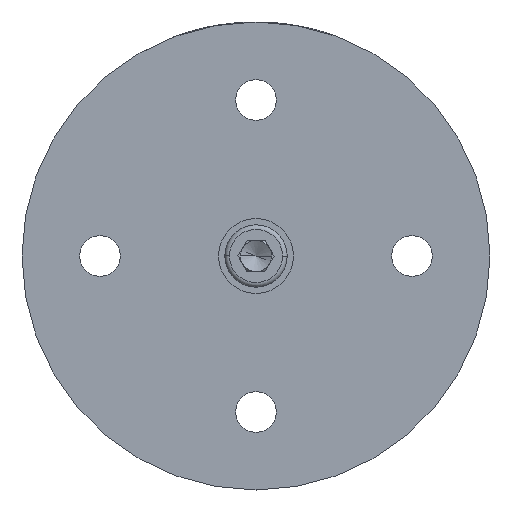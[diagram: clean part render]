
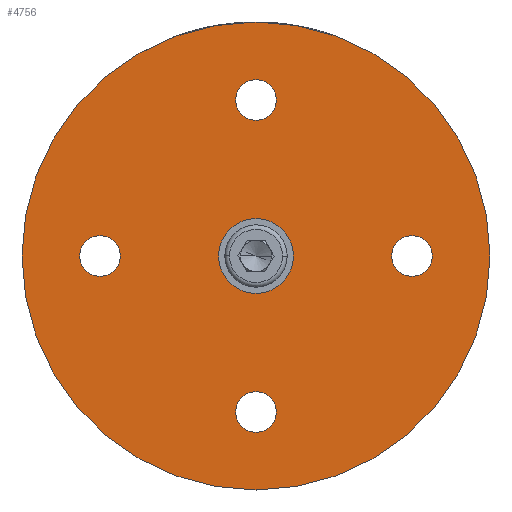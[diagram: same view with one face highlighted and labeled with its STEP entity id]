
A CAD part, front view. The second image highlights one B-rep face of the part: STEP entity #4756.
In plain terms, the highlighted planar face has unit normal (0, -1, 0).
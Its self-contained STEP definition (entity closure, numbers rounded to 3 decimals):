
#50 = DIRECTION ( 'NONE',  ( 0., 0., -1. ) ) ;
#99 = AXIS2_PLACEMENT_3D ( 'NONE', #1840, #4442, #4427 ) ;
#188 = VERTEX_POINT ( 'NONE', #2569 ) ;
#252 = CARTESIAN_POINT ( 'NONE',  ( 14.951, -19.793, 71.75 ) ) ;
#279 = EDGE_LOOP ( 'NONE', ( #4097, #781 ) ) ;
#280 = EDGE_CURVE ( 'NONE', #2021, #4462, #3754, .T. ) ;
#298 = CARTESIAN_POINT ( 'NONE',  ( -35.049, -19.793, 75. ) ) ;
#369 = DIRECTION ( 'NONE',  ( 0., 0., 1. ) ) ;
#414 = VERTEX_POINT ( 'NONE', #4651 ) ;
#416 = AXIS2_PLACEMENT_3D ( 'NONE', #2295, #3842, #3443 ) ;
#418 = EDGE_LOOP ( 'NONE', ( #4634, #1242 ) ) ;
#443 = CARTESIAN_POINT ( 'NONE',  ( -10.049, -19.793, 50. ) ) ;
#539 = ORIENTED_EDGE ( 'NONE', *, *, #280, .F. ) ;
#573 = DIRECTION ( 'NONE',  ( 0., 1., 0. ) ) ;
#627 = DIRECTION ( 'NONE',  ( 0., 0., 1. ) ) ;
#633 = VERTEX_POINT ( 'NONE', #252 ) ;
#634 = VERTEX_POINT ( 'NONE', #4696 ) ;
#638 = EDGE_CURVE ( 'NONE', #633, #188, #3637, .T. ) ;
#679 = CIRCLE ( 'NONE', #830, 37.5 ) ;
#751 = CARTESIAN_POINT ( 'NONE',  ( -10.049, -19.793, 103.25 ) ) ;
#781 = ORIENTED_EDGE ( 'NONE', *, *, #4828, .T. ) ;
#822 = DIRECTION ( 'NONE',  ( 0., 0., 1. ) ) ;
#830 = AXIS2_PLACEMENT_3D ( 'NONE', #2549, #4384, #627 ) ;
#917 = FACE_BOUND ( 'NONE', #4694, .T. ) ;
#958 = AXIS2_PLACEMENT_3D ( 'NONE', #2752, #3800, #4538 ) ;
#986 = CIRCLE ( 'NONE', #2260, 3.25 ) ;
#993 = AXIS2_PLACEMENT_3D ( 'NONE', #1973, #2691, #50 ) ;
#1042 = DIRECTION ( 'NONE',  ( 0., 0., 1. ) ) ;
#1155 = PLANE ( 'NONE',  #2361 ) ;
#1173 = DIRECTION ( 'NONE',  ( 0., 1., 0. ) ) ;
#1242 = ORIENTED_EDGE ( 'NONE', *, *, #3866, .T. ) ;
#1359 = VERTEX_POINT ( 'NONE', #3840 ) ;
#1368 = EDGE_LOOP ( 'NONE', ( #539, #4688 ) ) ;
#1378 = DIRECTION ( 'NONE',  ( 0., 0., 1. ) ) ;
#1422 = ORIENTED_EDGE ( 'NONE', *, *, #2570, .T. ) ;
#1507 = CIRCLE ( 'NONE', #993, 6. ) ;
#1840 = CARTESIAN_POINT ( 'NONE',  ( -10.049, -19.793, 75. ) ) ;
#1886 = DIRECTION ( 'NONE',  ( 0., 1., 0. ) ) ;
#1927 = FACE_BOUND ( 'NONE', #4768, .T. ) ;
#1941 = CARTESIAN_POINT ( 'NONE',  ( -35.049, -19.793, 78.25 ) ) ;
#1973 = CARTESIAN_POINT ( 'NONE',  ( -10.049, -19.793, 75. ) ) ;
#2021 = VERTEX_POINT ( 'NONE', #4667 ) ;
#2051 = FACE_BOUND ( 'NONE', #418, .T. ) ;
#2076 = AXIS2_PLACEMENT_3D ( 'NONE', #4484, #1886, #3712 ) ;
#2105 = CARTESIAN_POINT ( 'NONE',  ( 14.951, -19.793, 75. ) ) ;
#2111 = CARTESIAN_POINT ( 'NONE',  ( 14.951, -19.793, 75. ) ) ;
#2177 = EDGE_CURVE ( 'NONE', #4744, #4739, #4028, .T. ) ;
#2195 = VERTEX_POINT ( 'NONE', #751 ) ;
#2217 = EDGE_CURVE ( 'NONE', #4131, #3546, #4203, .T. ) ;
#2260 = AXIS2_PLACEMENT_3D ( 'NONE', #3023, #1173, #2655 ) ;
#2295 = CARTESIAN_POINT ( 'NONE',  ( -10.049, -19.793, 100. ) ) ;
#2335 = DIRECTION ( 'NONE',  ( 0., 1., 0. ) ) ;
#2361 = AXIS2_PLACEMENT_3D ( 'NONE', #4111, #4486, #3368 ) ;
#2414 = FACE_BOUND ( 'NONE', #279, .T. ) ;
#2495 = DIRECTION ( 'NONE',  ( 0., 0., 1. ) ) ;
#2538 = CIRCLE ( 'NONE', #3720, 3.25 ) ;
#2549 = CARTESIAN_POINT ( 'NONE',  ( -10.049, -19.793, 75. ) ) ;
#2569 = CARTESIAN_POINT ( 'NONE',  ( 14.951, -19.793, 78.25 ) ) ;
#2570 = EDGE_CURVE ( 'NONE', #188, #633, #2538, .T. ) ;
#2614 = DIRECTION ( 'NONE',  ( 0., 1., 0. ) ) ;
#2640 = CARTESIAN_POINT ( 'NONE',  ( -35.049, -19.793, 71.75 ) ) ;
#2655 = DIRECTION ( 'NONE',  ( 0., 0., 1. ) ) ;
#2691 = DIRECTION ( 'NONE',  ( 0., -1., 0. ) ) ;
#2697 = EDGE_CURVE ( 'NONE', #2195, #1359, #4666, .T. ) ;
#2752 = CARTESIAN_POINT ( 'NONE',  ( -10.049, -19.793, 100. ) ) ;
#2925 = FACE_OUTER_BOUND ( 'NONE', #1368, .T. ) ;
#2998 = CARTESIAN_POINT ( 'NONE',  ( -10.049, -19.793, 75. ) ) ;
#3004 = EDGE_CURVE ( 'NONE', #414, #634, #3905, .T. ) ;
#3023 = CARTESIAN_POINT ( 'NONE',  ( -35.049, -19.793, 75. ) ) ;
#3052 = FACE_BOUND ( 'NONE', #4706, .T. ) ;
#3131 = EDGE_CURVE ( 'NONE', #4739, #4744, #986, .T. ) ;
#3305 = DIRECTION ( 'NONE',  ( 0., 1., 0. ) ) ;
#3368 = DIRECTION ( 'NONE',  ( 0., 0., -1. ) ) ;
#3390 = CARTESIAN_POINT ( 'NONE',  ( -10.049, -19.793, 46.75 ) ) ;
#3443 = DIRECTION ( 'NONE',  ( 0., 0., 1. ) ) ;
#3449 = AXIS2_PLACEMENT_3D ( 'NONE', #2998, #2614, #369 ) ;
#3546 = VERTEX_POINT ( 'NONE', #3390 ) ;
#3625 = DIRECTION ( 'NONE',  ( 0., 1., 0. ) ) ;
#3637 = CIRCLE ( 'NONE', #4554, 3.25 ) ;
#3712 = DIRECTION ( 'NONE',  ( 0., 0., 1. ) ) ;
#3720 = AXIS2_PLACEMENT_3D ( 'NONE', #2105, #3625, #1378 ) ;
#3739 = ORIENTED_EDGE ( 'NONE', *, *, #3131, .T. ) ;
#3754 = CIRCLE ( 'NONE', #3449, 37.5 ) ;
#3800 = DIRECTION ( 'NONE',  ( 0., 1., 0. ) ) ;
#3805 = ORIENTED_EDGE ( 'NONE', *, *, #4429, .F. ) ;
#3807 = ORIENTED_EDGE ( 'NONE', *, *, #3004, .F. ) ;
#3835 = CARTESIAN_POINT ( 'NONE',  ( -10.049, -19.793, 37.5 ) ) ;
#3840 = CARTESIAN_POINT ( 'NONE',  ( -10.049, -19.793, 96.75 ) ) ;
#3842 = DIRECTION ( 'NONE',  ( 0., 1., 0. ) ) ;
#3866 = EDGE_CURVE ( 'NONE', #1359, #2195, #3964, .T. ) ;
#3905 = CIRCLE ( 'NONE', #99, 6. ) ;
#3964 = CIRCLE ( 'NONE', #416, 3.25 ) ;
#3975 = CARTESIAN_POINT ( 'NONE',  ( -10.049, -19.793, 53.25 ) ) ;
#4028 = CIRCLE ( 'NONE', #4053, 3.25 ) ;
#4053 = AXIS2_PLACEMENT_3D ( 'NONE', #298, #3305, #1042 ) ;
#4097 = ORIENTED_EDGE ( 'NONE', *, *, #2217, .T. ) ;
#4111 = CARTESIAN_POINT ( 'NONE',  ( -10.049, -19.793, 75. ) ) ;
#4131 = VERTEX_POINT ( 'NONE', #3975 ) ;
#4137 = CIRCLE ( 'NONE', #4679, 3.25 ) ;
#4203 = CIRCLE ( 'NONE', #2076, 3.25 ) ;
#4254 = EDGE_CURVE ( 'NONE', #4462, #2021, #679, .T. ) ;
#4384 = DIRECTION ( 'NONE',  ( 0., 1., 0. ) ) ;
#4415 = ORIENTED_EDGE ( 'NONE', *, *, #638, .T. ) ;
#4427 = DIRECTION ( 'NONE',  ( 0., 0., -1. ) ) ;
#4429 = EDGE_CURVE ( 'NONE', #634, #414, #1507, .T. ) ;
#4442 = DIRECTION ( 'NONE',  ( 0., -1., 0. ) ) ;
#4462 = VERTEX_POINT ( 'NONE', #3835 ) ;
#4484 = CARTESIAN_POINT ( 'NONE',  ( -10.049, -19.793, 50. ) ) ;
#4486 = DIRECTION ( 'NONE',  ( 0., -1., 0. ) ) ;
#4538 = DIRECTION ( 'NONE',  ( 0., 0., 1. ) ) ;
#4554 = AXIS2_PLACEMENT_3D ( 'NONE', #2111, #573, #2495 ) ;
#4634 = ORIENTED_EDGE ( 'NONE', *, *, #2697, .T. ) ;
#4647 = ORIENTED_EDGE ( 'NONE', *, *, #2177, .T. ) ;
#4651 = CARTESIAN_POINT ( 'NONE',  ( -10.049, -19.793, 69. ) ) ;
#4666 = CIRCLE ( 'NONE', #958, 3.25 ) ;
#4667 = CARTESIAN_POINT ( 'NONE',  ( -10.049, -19.793, 112.5 ) ) ;
#4679 = AXIS2_PLACEMENT_3D ( 'NONE', #443, #2335, #822 ) ;
#4688 = ORIENTED_EDGE ( 'NONE', *, *, #4254, .F. ) ;
#4694 = EDGE_LOOP ( 'NONE', ( #1422, #4415 ) ) ;
#4696 = CARTESIAN_POINT ( 'NONE',  ( -10.049, -19.793, 81. ) ) ;
#4706 = EDGE_LOOP ( 'NONE', ( #3807, #3805 ) ) ;
#4739 = VERTEX_POINT ( 'NONE', #2640 ) ;
#4744 = VERTEX_POINT ( 'NONE', #1941 ) ;
#4756 = ADVANCED_FACE ( 'NONE', ( #3052, #2414, #1927, #917, #2051, #2925 ), #1155, .T. ) ;
#4768 = EDGE_LOOP ( 'NONE', ( #4647, #3739 ) ) ;
#4828 = EDGE_CURVE ( 'NONE', #3546, #4131, #4137, .T. ) ;
